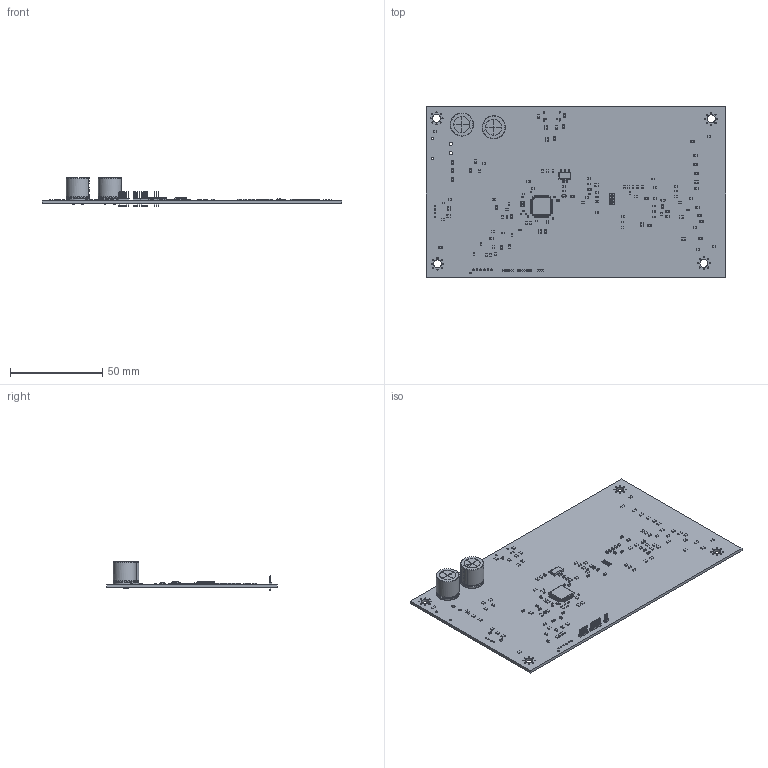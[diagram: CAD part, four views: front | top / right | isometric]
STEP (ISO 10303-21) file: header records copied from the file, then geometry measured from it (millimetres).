
FILE_DESCRIPTION(('KiCad electronic assembly'),'2;1');
FILE_NAME('ControlA.step','2024-07-09T14:48:49',('Pcbnew'),('Kicad'), 'Open CASCADE STEP processor 7.7','KiCad to STEP converter','Unknown' );
FILE_SCHEMA(('AUTOMOTIVE_DESIGN { 1 0 10303 214 1 1 1 1 }'));
Length unit declared in the file: millimetre
Products named in the file (24): ControlA 1; R_0805_2012Metric; C_0402_1005Metric; C_0603_1608Metric; D_SOD-323; D_SOD_323; SOT-223; SOT_223; C_0805_2012Metric; PinHeader_1x06_P1.00mm_Vertical; PinHeader_1x06_P100mm_Vertical; PinHeader_1x03_P1.00mm_Vertical; PinHeader_1x03_P100mm_Vertical; PinHeader_1x08_P1.00mm_Vertical; PinHeader_1x08_P100mm_Vertical; LQFP-64_10x10mm_P0.5mm; LQFP_64_10x10mm_P05mm; CP_Radial_D12.5mm_P5.00mm; CP_Radial_D125mm_P500mm; _autosave-ControlA_PCB
Assembly tree (144 placements, depth 3):
  ControlA 1
    R_0805_2012Metric  x66
      R_0805_2012Metric
    C_0402_1005Metric  x11
      C_0402_1005Metric
    C_0603_1608Metric  x45
      C_0603_1608Metric
    D_SOD-323  x2
      D_SOD_323
    SOT-223
      SOT_223
    C_0805_2012Metric
      C_0805_2012Metric
    PinHeader_1x06_P1.00mm_Vertical
      PinHeader_1x06_P100mm_Vertical
    PinHeader_1x03_P1.00mm_Vertical
      PinHeader_1x03_P100mm_Vertical
    PinHeader_1x08_P1.00mm_Vertical
      PinHeader_1x08_P100mm_Vertical
    LQFP-64_10x10mm_P0.5mm
      LQFP_64_10x10mm_P05mm
    CP_Radial_D12.5mm_P5.00mm  x2
      CP_Radial_D125mm_P500mm
    _autosave-ControlA_PCB
Bounding box: 162.5 x 92.5 x 15.5 mm (x, y, z)
Volume: 27237 mm3; surface area: 34329.6 mm2
Topology: 133 solids, 135 shells, 5182 faces, 13481 edges, 8728 vertices
Faces by surface type: plane 3343, cylinder 1645, bspline 178, revolution 12, torus 4
Full cylindrical faces by diameter (mm): 0.254 x32, 0.5 x18, 0.6 x32, 0.7 x2, 0.85 x4, 0.9 x11, 1.1 x2, 1.2 x4, 1.8 x2, 4.3 x4
Entity records: 73361 total; most frequent: CARTESIAN_POINT 13824, ORIENTED_EDGE 9754, DIRECTION 9381, EDGE_CURVE 4877, LINE 3807, VECTOR 3807, VERTEX_POINT 3089, AXIS2_PLACEMENT_3D 2784
